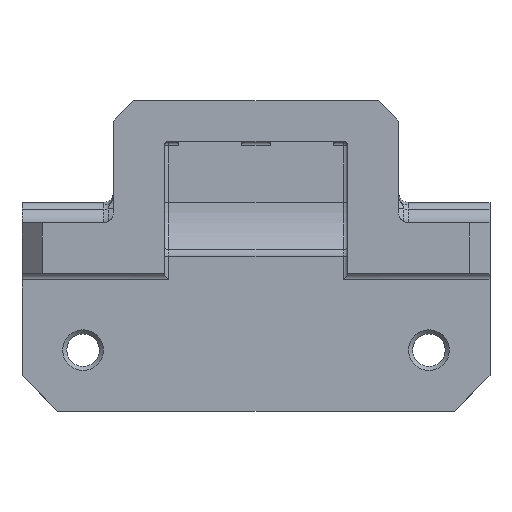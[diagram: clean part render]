
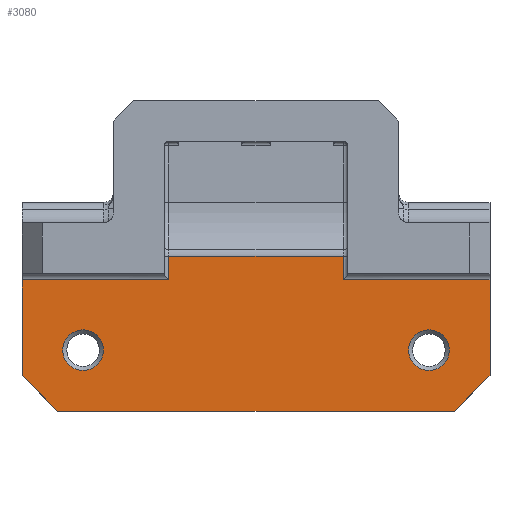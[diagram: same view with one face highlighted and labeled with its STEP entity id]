
A CAD part, top view. The second image highlights one B-rep face of the part: STEP entity #3080.
In plain terms, the highlighted planar face has unit normal (0, 0, 1).
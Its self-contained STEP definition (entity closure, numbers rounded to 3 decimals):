
#141=FACE_BOUND('',#431,.T.);
#142=FACE_BOUND('',#432,.T.);
#249=FACE_OUTER_BOUND('',#430,.T.);
#430=EDGE_LOOP('',(#2488,#2489,#2490,#2491,#2492,#2493,#2494,#2495,#2496,
#2497));
#431=EDGE_LOOP('',(#2498));
#432=EDGE_LOOP('',(#2499));
#547=CIRCLE('',#3256,2.);
#574=CIRCLE('',#3329,2.);
#691=LINE('',#4516,#1001);
#740=LINE('',#4864,#1050);
#743=LINE('',#4884,#1053);
#747=LINE('',#4891,#1057);
#802=LINE('',#5056,#1112);
#805=LINE('',#5090,#1115);
#806=LINE('',#5091,#1116);
#807=LINE('',#5093,#1117);
#808=LINE('',#5095,#1118);
#809=LINE('',#5096,#1119);
#1001=VECTOR('',#3586,10.);
#1050=VECTOR('',#3735,10.);
#1053=VECTOR('',#3756,10.);
#1057=VECTOR('',#3762,10.);
#1112=VECTOR('',#3915,10.);
#1115=VECTOR('',#3948,10.);
#1116=VECTOR('',#3949,10.);
#1117=VECTOR('',#3950,10.);
#1118=VECTOR('',#3951,10.);
#1119=VECTOR('',#3952,10.);
#1319=VERTEX_POINT('',#4503);
#1320=VERTEX_POINT('',#4505);
#1357=VERTEX_POINT('',#4862);
#1358=VERTEX_POINT('',#4866);
#1364=VERTEX_POINT('',#4882);
#1365=VERTEX_POINT('',#4883);
#1402=VERTEX_POINT('',#5053);
#1403=VERTEX_POINT('',#5055);
#1409=VERTEX_POINT('',#5089);
#1410=VERTEX_POINT('',#5092);
#1411=VERTEX_POINT('',#5094);
#1412=VERTEX_POINT('',#5097);
#1614=EDGE_CURVE('',#1319,#1320,#691,.T.);
#1694=EDGE_CURVE('',#1320,#1357,#740,.T.);
#1695=EDGE_CURVE('',#1358,#1358,#547,.T.);
#1703=EDGE_CURVE('',#1364,#1365,#743,.T.);
#1707=EDGE_CURVE('',#1364,#1357,#747,.T.);
#1778=EDGE_CURVE('',#1402,#1403,#802,.T.);
#1791=EDGE_CURVE('',#1403,#1409,#805,.T.);
#1792=EDGE_CURVE('',#1402,#1319,#806,.T.);
#1793=EDGE_CURVE('',#1410,#1365,#807,.T.);
#1794=EDGE_CURVE('',#1411,#1410,#808,.T.);
#1795=EDGE_CURVE('',#1411,#1409,#809,.T.);
#1796=EDGE_CURVE('',#1412,#1412,#574,.T.);
#2488=ORIENTED_EDGE('',*,*,#1791,.F.);
#2489=ORIENTED_EDGE('',*,*,#1778,.F.);
#2490=ORIENTED_EDGE('',*,*,#1792,.T.);
#2491=ORIENTED_EDGE('',*,*,#1614,.T.);
#2492=ORIENTED_EDGE('',*,*,#1694,.T.);
#2493=ORIENTED_EDGE('',*,*,#1707,.F.);
#2494=ORIENTED_EDGE('',*,*,#1703,.T.);
#2495=ORIENTED_EDGE('',*,*,#1793,.F.);
#2496=ORIENTED_EDGE('',*,*,#1794,.F.);
#2497=ORIENTED_EDGE('',*,*,#1795,.T.);
#2498=ORIENTED_EDGE('',*,*,#1695,.T.);
#2499=ORIENTED_EDGE('',*,*,#1796,.F.);
#2936=PLANE('',#3328);
#3080=ADVANCED_FACE('',(#249,#141,#142),#2936,.T.);
#3256=AXIS2_PLACEMENT_3D('',#4867,#3738,#3739);
#3328=AXIS2_PLACEMENT_3D('',#5088,#3946,#3947);
#3329=AXIS2_PLACEMENT_3D('',#5098,#3953,#3954);
#3586=DIRECTION('',(0.,-1.,0.));
#3735=DIRECTION('',(-1.,0.,0.));
#3738=DIRECTION('center_axis',(0.,0.,-1.));
#3739=DIRECTION('ref_axis',(-1.,0.,0.));
#3756=DIRECTION('',(0.707,-0.707,0.));
#3762=DIRECTION('',(0.,1.,0.));
#3915=DIRECTION('',(0.,-1.,0.));
#3946=DIRECTION('center_axis',(0.,0.,1.));
#3947=DIRECTION('ref_axis',(1.,0.,0.));
#3948=DIRECTION('',(1.,0.,0.));
#3949=DIRECTION('',(-1.,0.,0.));
#3950=DIRECTION('',(-1.,0.,0.));
#3951=DIRECTION('',(-0.707,-0.707,0.));
#3952=DIRECTION('',(0.,1.,0.));
#3953=DIRECTION('center_axis',(0.,0.,1.));
#3954=DIRECTION('ref_axis',(1.,0.,0.));
#4503=CARTESIAN_POINT('',(-8.6,15.208,7.));
#4505=CARTESIAN_POINT('',(-8.6,12.9,7.));
#4516=CARTESIAN_POINT('',(-8.6,18.625,7.));
#4862=CARTESIAN_POINT('',(-23.,12.9,7.));
#4864=CARTESIAN_POINT('',(-5.75,12.9,7.));
#4866=CARTESIAN_POINT('',(-15.,6.,7.));
#4867=CARTESIAN_POINT('Origin',(-17.,6.,7.));
#4882=CARTESIAN_POINT('',(-23.,3.5,7.));
#4883=CARTESIAN_POINT('',(-19.5,0.,7.));
#4884=CARTESIAN_POINT('',(-22.188,2.688,7.));
#4891=CARTESIAN_POINT('',(-23.,0.,7.));
#5053=CARTESIAN_POINT('',(8.6,15.208,7.));
#5055=CARTESIAN_POINT('',(8.6,12.9,7.));
#5056=CARTESIAN_POINT('',(8.6,18.625,7.));
#5088=CARTESIAN_POINT('Origin',(11.5,15.25,7.));
#5089=CARTESIAN_POINT('',(23.,12.9,7.));
#5090=CARTESIAN_POINT('',(5.75,12.9,7.));
#5091=CARTESIAN_POINT('',(0.,15.208,7.));
#5092=CARTESIAN_POINT('',(19.5,0.,7.));
#5093=CARTESIAN_POINT('',(0.,0.,7.));
#5094=CARTESIAN_POINT('',(23.,3.5,7.));
#5095=CARTESIAN_POINT('',(22.188,2.688,7.));
#5096=CARTESIAN_POINT('',(23.,0.,7.));
#5097=CARTESIAN_POINT('',(15.,6.,7.));
#5098=CARTESIAN_POINT('Origin',(17.,6.,7.));
